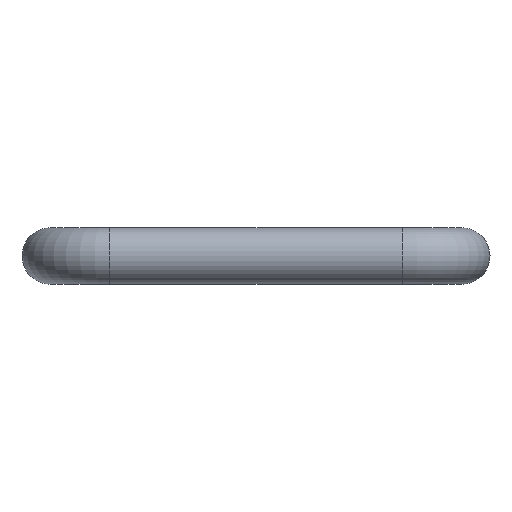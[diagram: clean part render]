
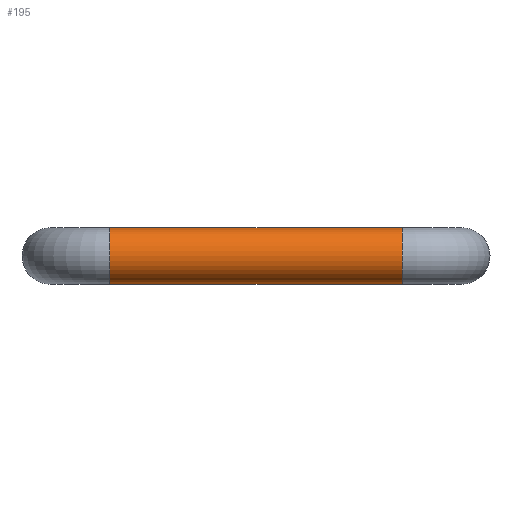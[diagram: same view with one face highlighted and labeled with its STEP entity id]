
A CAD part, left-side view. The second image highlights one B-rep face of the part: STEP entity #195.
In plain terms, the highlighted cylindrical face has radius 0.8 mm (diameter 1.6 mm), a full revolution.
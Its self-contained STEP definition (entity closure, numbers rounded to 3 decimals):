
#19=LINE('',#368,#24);
#24=VECTOR('',#299,0.8);
#29=CYLINDRICAL_SURFACE('',#234,0.8);
#38=FACE_OUTER_BOUND('',#49,.T.);
#49=EDGE_LOOP('',(#156,#157,#158,#159,#160,#161,#162));
#68=CIRCLE('',#235,0.8);
#69=CIRCLE('',#236,0.8);
#70=CIRCLE('',#237,0.8);
#71=CIRCLE('',#238,0.8);
#72=CIRCLE('',#239,0.8);
#90=VERTEX_POINT('',#362);
#91=VERTEX_POINT('',#363);
#92=VERTEX_POINT('',#365);
#93=VERTEX_POINT('',#367);
#94=VERTEX_POINT('',#369);
#114=EDGE_CURVE('',#90,#91,#68,.T.);
#115=EDGE_CURVE('',#92,#90,#69,.T.);
#116=EDGE_CURVE('',#92,#93,#19,.T.);
#117=EDGE_CURVE('',#93,#94,#70,.T.);
#118=EDGE_CURVE('',#94,#93,#71,.T.);
#119=EDGE_CURVE('',#91,#92,#72,.T.);
#156=ORIENTED_EDGE('',*,*,#114,.F.);
#157=ORIENTED_EDGE('',*,*,#115,.F.);
#158=ORIENTED_EDGE('',*,*,#116,.T.);
#159=ORIENTED_EDGE('',*,*,#117,.T.);
#160=ORIENTED_EDGE('',*,*,#118,.T.);
#161=ORIENTED_EDGE('',*,*,#116,.F.);
#162=ORIENTED_EDGE('',*,*,#119,.F.);
#195=ADVANCED_FACE('',(#38),#29,.T.);
#234=AXIS2_PLACEMENT_3D('',#361,#293,#294);
#235=AXIS2_PLACEMENT_3D('',#364,#295,#296);
#236=AXIS2_PLACEMENT_3D('',#366,#297,#298);
#237=AXIS2_PLACEMENT_3D('',#370,#300,#301);
#238=AXIS2_PLACEMENT_3D('',#371,#302,#303);
#239=AXIS2_PLACEMENT_3D('',#372,#304,#305);
#293=DIRECTION('center_axis',(0.,1.,0.));
#294=DIRECTION('ref_axis',(0.,0.,1.));
#295=DIRECTION('center_axis',(0.,1.,0.));
#296=DIRECTION('ref_axis',(0.,0.,1.));
#297=DIRECTION('center_axis',(0.,1.,0.));
#298=DIRECTION('ref_axis',(0.,0.,1.));
#299=DIRECTION('',(0.,-1.,0.));
#300=DIRECTION('center_axis',(0.,1.,0.));
#301=DIRECTION('ref_axis',(0.,0.,1.));
#302=DIRECTION('center_axis',(0.,1.,0.));
#303=DIRECTION('ref_axis',(0.,0.,1.));
#304=DIRECTION('center_axis',(0.,1.,0.));
#305=DIRECTION('ref_axis',(0.,0.,1.));
#361=CARTESIAN_POINT('Origin',(-23.612,-6.95,0.));
#362=CARTESIAN_POINT('',(-23.612,1.35,0.8));
#363=CARTESIAN_POINT('',(-22.812,1.35,0.));
#364=CARTESIAN_POINT('Origin',(-23.612,1.35,0.));
#365=CARTESIAN_POINT('',(-23.612,1.35,-0.8));
#366=CARTESIAN_POINT('Origin',(-23.612,1.35,0.));
#367=CARTESIAN_POINT('',(-23.612,-6.95,-0.8));
#368=CARTESIAN_POINT('',(-23.612,-6.95,-0.8));
#369=CARTESIAN_POINT('',(-22.812,-6.95,0.));
#370=CARTESIAN_POINT('Origin',(-23.612,-6.95,0.));
#371=CARTESIAN_POINT('Origin',(-23.612,-6.95,0.));
#372=CARTESIAN_POINT('Origin',(-23.612,1.35,0.));
